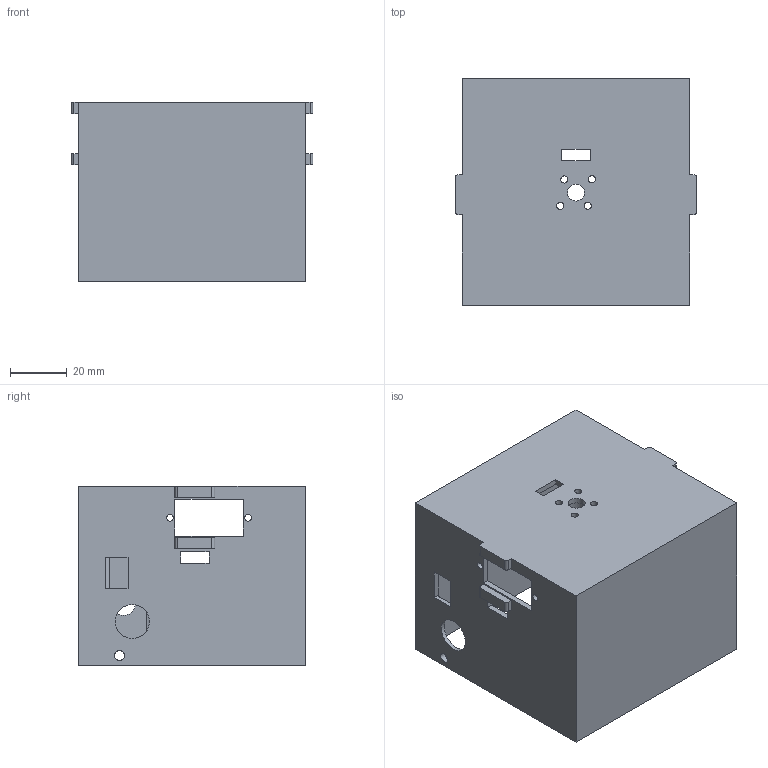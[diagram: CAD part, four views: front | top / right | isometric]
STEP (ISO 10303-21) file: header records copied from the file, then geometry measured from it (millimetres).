
FILE_DESCRIPTION(('FreeCAD Model'),'2;1');
FILE_NAME( 'body.step', '2016-02-18T10:12:55',('Author'),(''), 'Open CASCADE STEP processor 6.8','FreeCAD','Unknown');
FILE_SCHEMA(('AUTOMOTIVE_DESIGN_CC2 { 1 2 10303 214 -1 1 5 4 }'));
Length unit declared in the file: millimetre
Products named in the file (1): body-yaw-head
Bounding box: 85 x 80 x 63 mm (x, y, z)
Volume: 50094.6 mm3; surface area: 49728.2 mm2
Topology: 1 solids, 1 shells, 105 faces, 292 edges, 184 vertices
Faces by surface type: plane 55, cylinder 38, sphere 12
Full cylindrical faces by diameter (mm): 2.4 x4, 2.5 x4, 3.5 x2, 6 x1, 8 x1, 12 x1
Entity records: 7311 total; most frequent: CARTESIAN_POINT 1854, DIRECTION 918, ORIENTED_EDGE 572, PCURVE 572, DEFINITIONAL_REPRESENTATION 572, LINE 508, VECTOR 508, EDGE_CURVE 286
